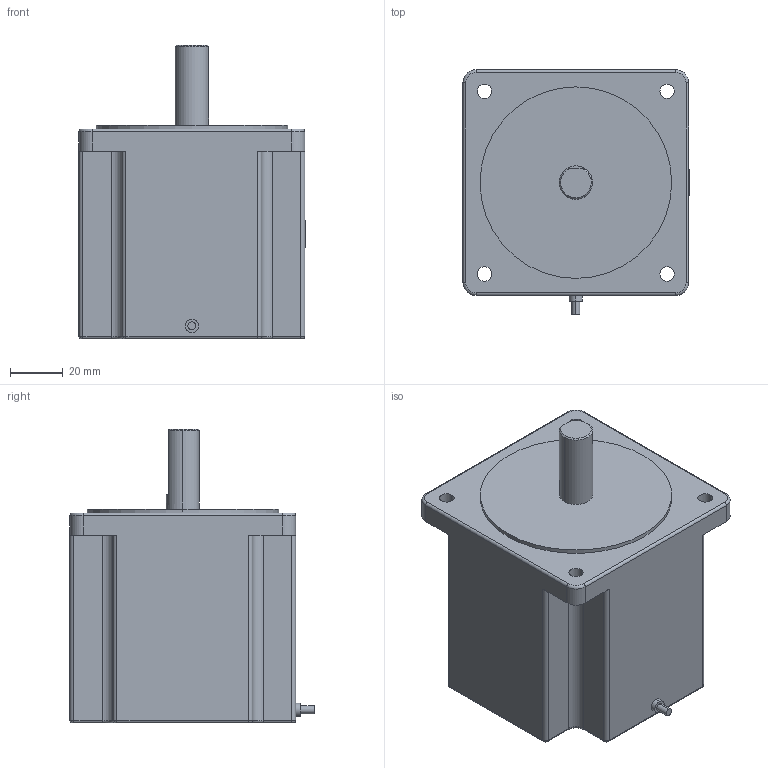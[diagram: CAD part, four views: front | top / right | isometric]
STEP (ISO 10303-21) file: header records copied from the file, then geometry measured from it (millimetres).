
FILE_DESCRIPTION (( 'STEP AP203' ), '1' );
FILE_NAME ('86HS45.STEP', '2015-11-18T08:22:03', ( '微软用户' ), ( '微软中国' ), 'SwSTEP 2.0', 'SolidWorks 2014', '' );
FILE_SCHEMA (( 'CONFIG_CONTROL_DESIGN' ));
Length unit declared in the file: millimetre
Products named in the file (1): 86HS45
Bounding box: 86.1 x 93 x 112 mm (x, y, z)
Volume: 524435.3 mm3; surface area: 43075.6 mm2
Topology: 1 solids, 1 shells, 198 faces, 506 edges, 326 vertices
Faces by surface type: plane 87, cylinder 48, bspline 44, torus 16, cone 3
Entity records: 8622 total; most frequent: CARTESIAN_POINT 3937, ORIENTED_EDGE 1012, DIRECTION 843, EDGE_CURVE 506, VERTEX_POINT 326, LINE 299, VECTOR 299, AXIS2_PLACEMENT_3D 272
